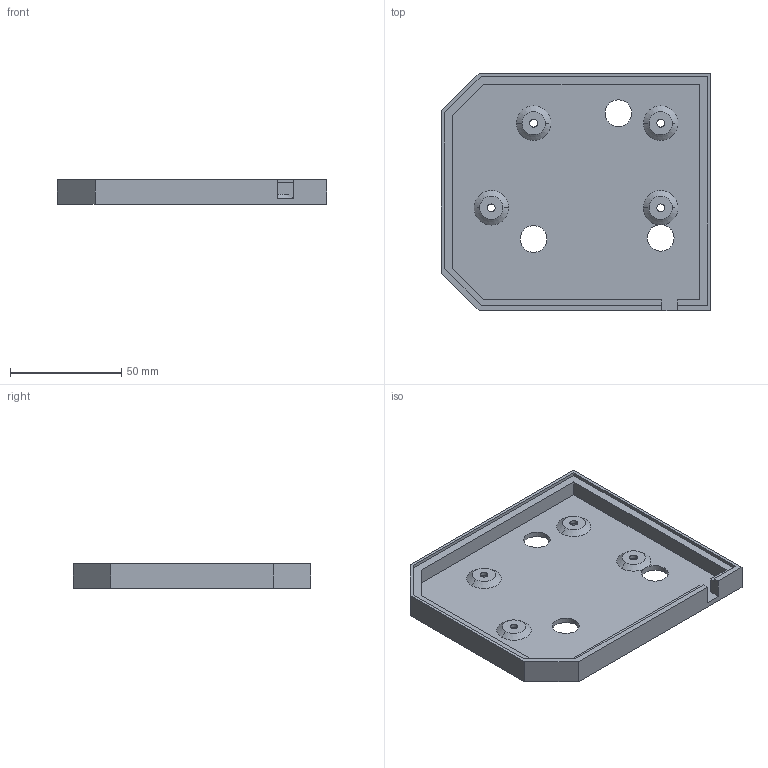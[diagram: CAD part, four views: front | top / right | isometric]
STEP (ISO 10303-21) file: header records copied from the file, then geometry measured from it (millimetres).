
FILE_DESCRIPTION (( 'STEP AP203' ), '1' );
FILE_NAME ('right back.STEP', '2021-06-09T09:39:52', ( '' ), ( '' ), 'SwSTEP 2.0', 'SolidWorks 2017', '' );
FILE_SCHEMA (( 'CONFIG_CONTROL_DESIGN' ));
Length unit declared in the file: millimetre
Products named in the file (1): right back
Bounding box: 121.25 x 107 x 11.1 mm (x, y, z)
Volume: 47362.4 mm3; surface area: 33530.5 mm2
Topology: 1 solids, 1 shells, 68 faces, 173 edges, 110 vertices
Faces by surface type: plane 30, cylinder 22, cone 16
Entity records: 2163 total; most frequent: DIRECTION 372, CARTESIAN_POINT 361, ORIENTED_EDGE 346, EDGE_CURVE 173, AXIS2_PLACEMENT_3D 131, VERTEX_POINT 110, VECTOR 110, LINE 110
